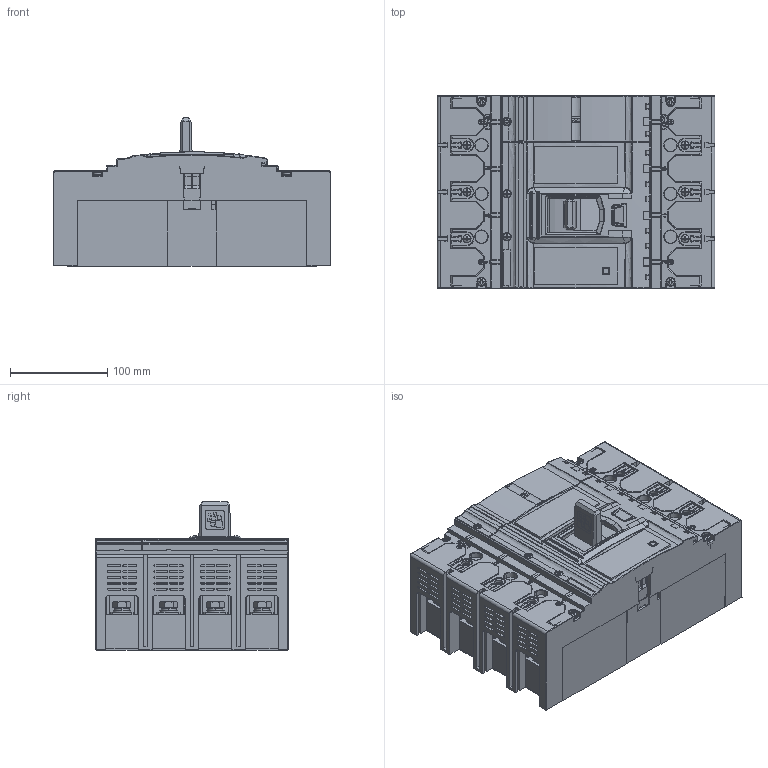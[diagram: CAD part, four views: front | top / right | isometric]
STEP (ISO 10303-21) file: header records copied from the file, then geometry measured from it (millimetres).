
FILE_DESCRIPTION (( 'STEP AP214' ), '1' );
FILE_NAME ('400.STEP', '2025-02-23T15:26:31', ( '' ), ( '' ), 'SwSTEP 2.0', 'SolidWorks 2022', '' );
FILE_SCHEMA (( 'AUTOMOTIVE_DESIGN' ));
Length unit declared in the file: millimetre
Products named in the file (1): 400
Bounding box: 284.6 x 197.6 x 152.26 mm (x, y, z)
Volume: 5437182.7 mm3; surface area: 459653.8 mm2
Topology: 1 solids, 218 shells, 6813 faces, 17776 edges, 11409 vertices
Faces by surface type: plane 4262, cylinder 1692, bspline 351, torus 244, cone 136, sphere 128
Entity records: 293844 total; most frequent: CARTESIAN_POINT 64289, ORIENTED_EDGE 35330, DIRECTION 32602, EDGE_CURVE 17665, VECTOR 11450, LINE 11450, VERTEX_POINT 11406, AXIS2_PLACEMENT_3D 10576
